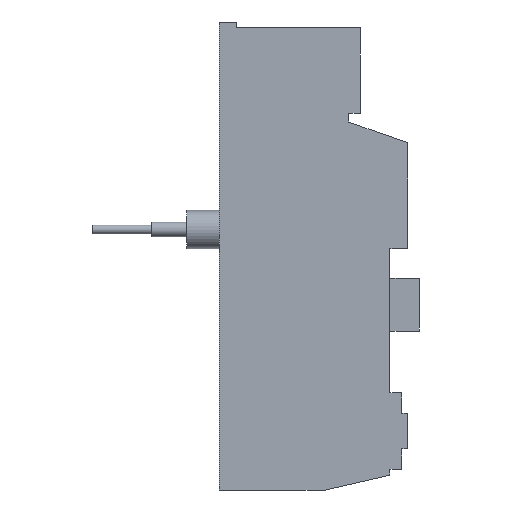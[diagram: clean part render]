
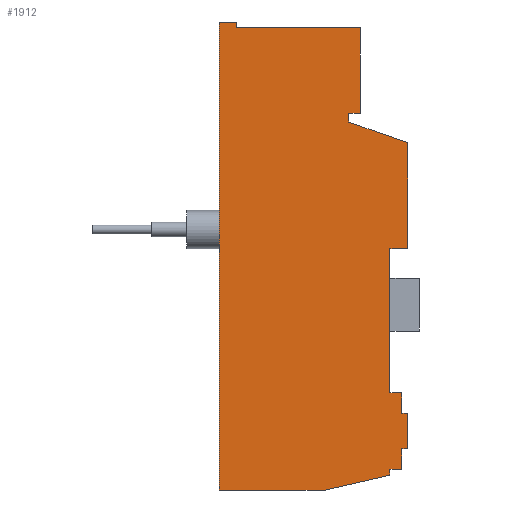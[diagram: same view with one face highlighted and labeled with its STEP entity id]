
A CAD part, left-side view. The second image highlights one B-rep face of the part: STEP entity #1912.
In plain terms, the highlighted planar face has unit normal (-1, 0, 0).
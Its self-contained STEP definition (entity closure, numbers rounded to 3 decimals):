
#171=FACE_OUTER_BOUND('',#290,.T.);
#290=EDGE_LOOP('',(#1613,#1614,#1615,#1616,#1617,#1618,#1619,#1620,#1621,
#1622,#1623,#1624,#1625,#1626,#1627,#1628,#1629,#1630,#1631,#1632,#1633));
#343=LINE('',#2620,#564);
#388=LINE('',#2756,#609);
#497=LINE('',#2978,#718);
#500=LINE('',#2984,#721);
#506=LINE('',#2994,#727);
#507=LINE('',#2997,#728);
#510=LINE('',#3003,#731);
#513=LINE('',#3009,#734);
#516=LINE('',#3015,#737);
#519=LINE('',#3021,#740);
#522=LINE('',#3027,#743);
#525=LINE('',#3033,#746);
#528=LINE('',#3039,#749);
#531=LINE('',#3045,#752);
#534=LINE('',#3051,#755);
#537=LINE('',#3057,#758);
#538=LINE('',#3059,#759);
#539=LINE('',#3061,#760);
#540=LINE('',#3062,#761);
#541=LINE('',#3064,#762);
#542=LINE('',#3065,#763);
#564=VECTOR('',#2100,24.5);
#609=VECTOR('',#2211,21.);
#718=VECTOR('',#2422,14.5);
#721=VECTOR('',#2427,2.);
#727=VECTOR('',#2435,1.5);
#728=VECTOR('',#2438,2.);
#731=VECTOR('',#2443,3.5);
#734=VECTOR('',#2448,1.);
#737=VECTOR('',#2453,6.);
#740=VECTOR('',#2458,1.);
#743=VECTOR('',#2463,3.5);
#746=VECTOR('',#2468,2.);
#749=VECTOR('',#2473,1.);
#752=VECTOR('',#2478,11.281);
#755=VECTOR('',#2483,18.);
#758=VECTOR('',#2488,10.594);
#759=VECTOR('',#2489,1.);
#760=VECTOR('',#2490,3.);
#761=VECTOR('',#2491,79.5);
#762=VECTOR('',#2492,3.);
#763=VECTOR('',#2493,18.);
#785=VERTEX_POINT('',#2617);
#786=VERTEX_POINT('',#2619);
#843=VERTEX_POINT('',#2754);
#844=VERTEX_POINT('',#2755);
#906=VERTEX_POINT('',#2977);
#908=VERTEX_POINT('',#2983);
#911=VERTEX_POINT('',#2990);
#912=VERTEX_POINT('',#2996);
#914=VERTEX_POINT('',#3002);
#916=VERTEX_POINT('',#3008);
#918=VERTEX_POINT('',#3014);
#920=VERTEX_POINT('',#3020);
#922=VERTEX_POINT('',#3026);
#924=VERTEX_POINT('',#3032);
#926=VERTEX_POINT('',#3038);
#928=VERTEX_POINT('',#3044);
#930=VERTEX_POINT('',#3050);
#932=VERTEX_POINT('',#3056);
#933=VERTEX_POINT('',#3058);
#934=VERTEX_POINT('',#3060);
#935=VERTEX_POINT('',#3063);
#965=EDGE_CURVE('',#785,#786,#343,.T.);
#1030=EDGE_CURVE('',#843,#844,#388,.T.);
#1139=EDGE_CURVE('',#844,#906,#497,.T.);
#1142=EDGE_CURVE('',#906,#908,#500,.T.);
#1148=EDGE_CURVE('',#908,#911,#506,.T.);
#1149=EDGE_CURVE('',#786,#912,#507,.T.);
#1152=EDGE_CURVE('',#912,#914,#510,.T.);
#1155=EDGE_CURVE('',#914,#916,#513,.T.);
#1158=EDGE_CURVE('',#916,#918,#516,.T.);
#1161=EDGE_CURVE('',#918,#920,#519,.T.);
#1164=EDGE_CURVE('',#920,#922,#522,.T.);
#1167=EDGE_CURVE('',#922,#924,#525,.T.);
#1170=EDGE_CURVE('',#924,#926,#528,.T.);
#1173=EDGE_CURVE('',#926,#928,#531,.T.);
#1176=EDGE_CURVE('',#928,#930,#534,.T.);
#1179=EDGE_CURVE('',#911,#932,#537,.T.);
#1180=EDGE_CURVE('',#933,#843,#538,.T.);
#1181=EDGE_CURVE('',#934,#933,#539,.T.);
#1182=EDGE_CURVE('',#930,#934,#540,.T.);
#1183=EDGE_CURVE('',#935,#785,#541,.T.);
#1184=EDGE_CURVE('',#932,#935,#542,.T.);
#1613=ORIENTED_EDGE('',*,*,#1179,.F.);
#1614=ORIENTED_EDGE('',*,*,#1148,.F.);
#1615=ORIENTED_EDGE('',*,*,#1142,.F.);
#1616=ORIENTED_EDGE('',*,*,#1139,.F.);
#1617=ORIENTED_EDGE('',*,*,#1030,.F.);
#1618=ORIENTED_EDGE('',*,*,#1180,.F.);
#1619=ORIENTED_EDGE('',*,*,#1181,.F.);
#1620=ORIENTED_EDGE('',*,*,#1182,.F.);
#1621=ORIENTED_EDGE('',*,*,#1176,.F.);
#1622=ORIENTED_EDGE('',*,*,#1173,.F.);
#1623=ORIENTED_EDGE('',*,*,#1170,.F.);
#1624=ORIENTED_EDGE('',*,*,#1167,.F.);
#1625=ORIENTED_EDGE('',*,*,#1164,.F.);
#1626=ORIENTED_EDGE('',*,*,#1161,.F.);
#1627=ORIENTED_EDGE('',*,*,#1158,.F.);
#1628=ORIENTED_EDGE('',*,*,#1155,.F.);
#1629=ORIENTED_EDGE('',*,*,#1152,.F.);
#1630=ORIENTED_EDGE('',*,*,#1149,.F.);
#1631=ORIENTED_EDGE('',*,*,#965,.F.);
#1632=ORIENTED_EDGE('',*,*,#1183,.F.);
#1633=ORIENTED_EDGE('',*,*,#1184,.F.);
#1812=PLANE('',#2043);
#1912=ADVANCED_FACE('',(#171),#1812,.T.);
#2043=AXIS2_PLACEMENT_3D('',#3055,#2486,#2487);
#2100=DIRECTION('',(0.,0.,-1.));
#2211=DIRECTION('',(0.,-1.,0.));
#2422=DIRECTION('',(0.,0.,-1.));
#2427=DIRECTION('',(0.,1.,0.));
#2435=DIRECTION('',(0.,0.,-1.));
#2438=DIRECTION('',(0.,-1.,0.));
#2443=DIRECTION('',(0.,0.,-1.));
#2448=DIRECTION('',(0.,-1.,0.));
#2453=DIRECTION('',(0.,0.,-1.));
#2458=DIRECTION('',(0.,1.,0.));
#2463=DIRECTION('',(0.,0.,-1.));
#2468=DIRECTION('',(0.,1.,0.));
#2473=DIRECTION('',(0.,0.,-1.));
#2478=DIRECTION('',(0.,0.975,-0.222));
#2483=DIRECTION('',(0.,1.,0.));
#2486=DIRECTION('center_axis',(-1.,0.,0.));
#2487=DIRECTION('ref_axis',(0.,0.,-1.));
#2488=DIRECTION('',(0.,-0.944,-0.33));
#2489=DIRECTION('',(0.,0.,-1.));
#2490=DIRECTION('',(0.,-1.,0.));
#2491=DIRECTION('',(0.,0.,1.));
#2492=DIRECTION('',(0.,1.,0.));
#2493=DIRECTION('',(0.,0.,-1.));
#2617=CARTESIAN_POINT('',(0.,-29.,41.));
#2619=CARTESIAN_POINT('',(0.,-29.,16.5));
#2620=CARTESIAN_POINT('',(0.,-29.,49.));
#2754=CARTESIAN_POINT('',(0.,-3.,78.5));
#2755=CARTESIAN_POINT('',(0.,-24.,78.5));
#2756=CARTESIAN_POINT('',(0.,-3.,78.5));
#2977=CARTESIAN_POINT('',(0.,-24.,64.));
#2978=CARTESIAN_POINT('',(0.,-24.,78.5));
#2983=CARTESIAN_POINT('',(0.,-22.,64.));
#2984=CARTESIAN_POINT('',(0.,-24.,64.));
#2990=CARTESIAN_POINT('',(0.,-22.,62.5));
#2994=CARTESIAN_POINT('',(0.,-22.,64.));
#2996=CARTESIAN_POINT('',(0.,-31.,16.5));
#2997=CARTESIAN_POINT('',(0.,-29.,16.5));
#3002=CARTESIAN_POINT('',(0.,-31.,13.));
#3003=CARTESIAN_POINT('',(0.,-31.,16.5));
#3008=CARTESIAN_POINT('',(0.,-32.,13.));
#3009=CARTESIAN_POINT('',(0.,-31.,13.));
#3014=CARTESIAN_POINT('',(0.,-32.,7.));
#3015=CARTESIAN_POINT('',(0.,-32.,13.));
#3020=CARTESIAN_POINT('',(0.,-31.,7.));
#3021=CARTESIAN_POINT('',(0.,-32.,7.));
#3026=CARTESIAN_POINT('',(0.,-31.,3.5));
#3027=CARTESIAN_POINT('',(0.,-31.,7.));
#3032=CARTESIAN_POINT('',(0.,-29.,3.5));
#3033=CARTESIAN_POINT('',(0.,-31.,3.5));
#3038=CARTESIAN_POINT('',(0.,-29.,2.5));
#3039=CARTESIAN_POINT('',(0.,-29.,3.5));
#3044=CARTESIAN_POINT('',(0.,-18.,0.));
#3045=CARTESIAN_POINT('',(0.,-29.,2.5));
#3050=CARTESIAN_POINT('',(0.,0.,0.));
#3051=CARTESIAN_POINT('',(0.,-18.,0.));
#3055=CARTESIAN_POINT('Origin',(0.,-15.719,38.531));
#3056=CARTESIAN_POINT('',(0.,-32.,59.));
#3057=CARTESIAN_POINT('',(0.,-22.,62.5));
#3058=CARTESIAN_POINT('',(0.,-3.,79.5));
#3059=CARTESIAN_POINT('',(0.,-3.,79.5));
#3060=CARTESIAN_POINT('',(0.,0.,79.5));
#3061=CARTESIAN_POINT('',(0.,0.,79.5));
#3062=CARTESIAN_POINT('',(0.,0.,0.));
#3063=CARTESIAN_POINT('',(0.,-32.,41.));
#3064=CARTESIAN_POINT('',(0.,-32.,41.));
#3065=CARTESIAN_POINT('',(0.,-32.,59.));
